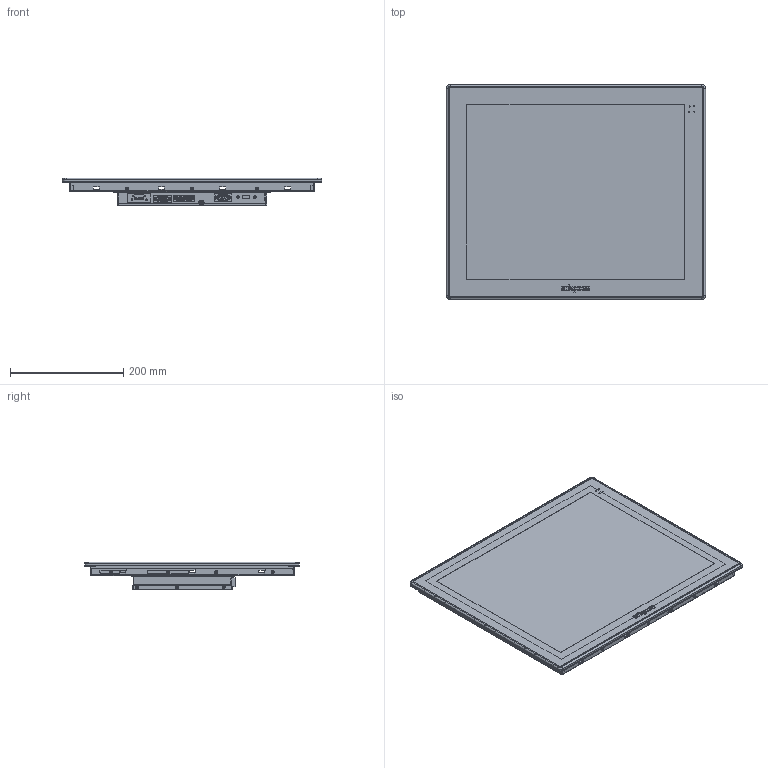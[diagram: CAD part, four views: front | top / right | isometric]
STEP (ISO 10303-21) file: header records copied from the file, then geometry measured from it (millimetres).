
FILE_DESCRIPTION (( 'STEP AP203' ), '1' );
FILE_NAME ('APPD1900T.STEP', '2015-03-23T08:07:07', ( '' ), ( '' ), 'SwSTEP 2.0', 'SolidWorks 2015', '' );
FILE_SCHEMA (( 'CONFIG_CONTROL_DESIGN' ));
Length unit declared in the file: millimetre
Products named in the file (1): APPD1900T
Bounding box: 457.64 x 379.24 x 49.45 mm (x, y, z)
Surface area: 835432.2 mm2 (no closed solid volume)
Topology: 0 solids, 97 shells, 837 faces, 4136 edges, 3279 vertices
Faces by surface type: plane 448, cylinder 212, bspline 100, cone 72, torus 5
Entity records: 56371 total; most frequent: CARTESIAN_POINT 25880, ORIENTED_EDGE 5684, DIRECTION 5342, EDGE_CURVE 4127, VERTEX_POINT 3279, VECTOR 2752, LINE 2752, AXIS2_PLACEMENT_3D 1295
